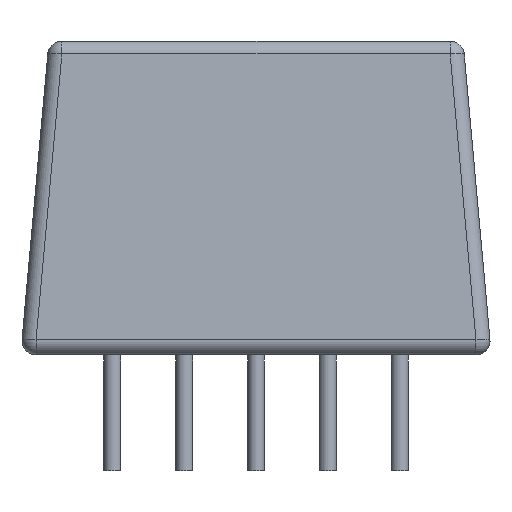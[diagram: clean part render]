
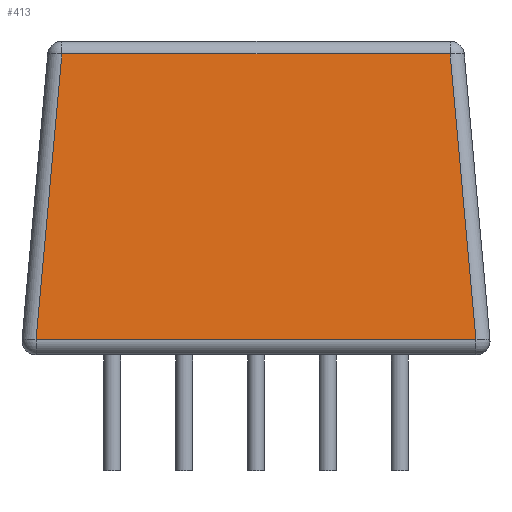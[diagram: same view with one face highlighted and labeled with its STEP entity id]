
A CAD part, left-side view. The second image highlights one B-rep face of the part: STEP entity #413.
In plain terms, the highlighted planar face has unit normal (-0.996, 0, 0.09).
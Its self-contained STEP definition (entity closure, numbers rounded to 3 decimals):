
#413 = ADVANCED_FACE( '', ( #928 ), #929, .F. );
#928 = FACE_OUTER_BOUND( '', #1535, .T. );
#929 = PLANE( '', #1536 );
#1535 = EDGE_LOOP( '', ( #3048, #3049, #3050, #3051 ) );
#1536 = AXIS2_PLACEMENT_3D( '', #3052, #3053, #3054 );
#3048 = ORIENTED_EDGE( '', *, *, #3904, .T. );
#3049 = ORIENTED_EDGE( '', *, *, #4274, .T. );
#3050 = ORIENTED_EDGE( '', *, *, #4282, .T. );
#3051 = ORIENTED_EDGE( '', *, *, #4197, .T. );
#3052 = CARTESIAN_POINT( '', ( -16.3, 29.927, 0. ) );
#3053 = DIRECTION( '', ( 0.996, 0., -0.09 ) );
#3054 = DIRECTION( '', ( -0.09, 0., -0.996 ) );
#3904 = EDGE_CURVE( '', #4483, #4488, #4490, .T. );
#4197 = EDGE_CURVE( '', #4983, #4483, #4988, .T. );
#4274 = EDGE_CURVE( '', #4488, #5090, #5092, .T. );
#4282 = EDGE_CURVE( '', #5090, #4983, #5102, .F. );
#4483 = VERTEX_POINT( '', #5333 );
#4488 = VERTEX_POINT( '', #5339 );
#4490 = LINE( '', #5341, #5342 );
#4983 = VERTEX_POINT( '', #7057 );
#4988 = LINE( '', #7063, #7064 );
#5090 = VERTEX_POINT( '', #7342 );
#5092 = LINE( '', #7344, #7345 );
#5102 = LINE( '', #7358, #7359 );
#5333 = CARTESIAN_POINT( '', ( -16.251, 7.778, 0.545 ) );
#5339 = CARTESIAN_POINT( '', ( -16.251, -7.778, 0.545 ) );
#5341 = CARTESIAN_POINT( '', ( -16.251, 29.927, 0.545 ) );
#5342 = VECTOR( '', #7897, 1000. );
#7057 = CARTESIAN_POINT( '', ( -15.341, 6.868, 10.645 ) );
#7063 = CARTESIAN_POINT( '', ( -16.304, 7.831, -0.044 ) );
#7064 = VECTOR( '', #8020, 1000. );
#7342 = CARTESIAN_POINT( '', ( -15.341, -6.868, 10.645 ) );
#7344 = CARTESIAN_POINT( '', ( -15.304, -6.831, 11.056 ) );
#7345 = VECTOR( '', #8065, 1000. );
#7358 = CARTESIAN_POINT( '', ( -15.341, 7.325, 10.645 ) );
#7359 = VECTOR( '', #8071, 1000. );
#7897 = DIRECTION( '', ( 0., -1., 0. ) );
#8020 = DIRECTION( '', ( -0.089, 0.089, -0.992 ) );
#8065 = DIRECTION( '', ( 0.089, 0.089, 0.992 ) );
#8071 = DIRECTION( '', ( 0., -1., 0. ) );
